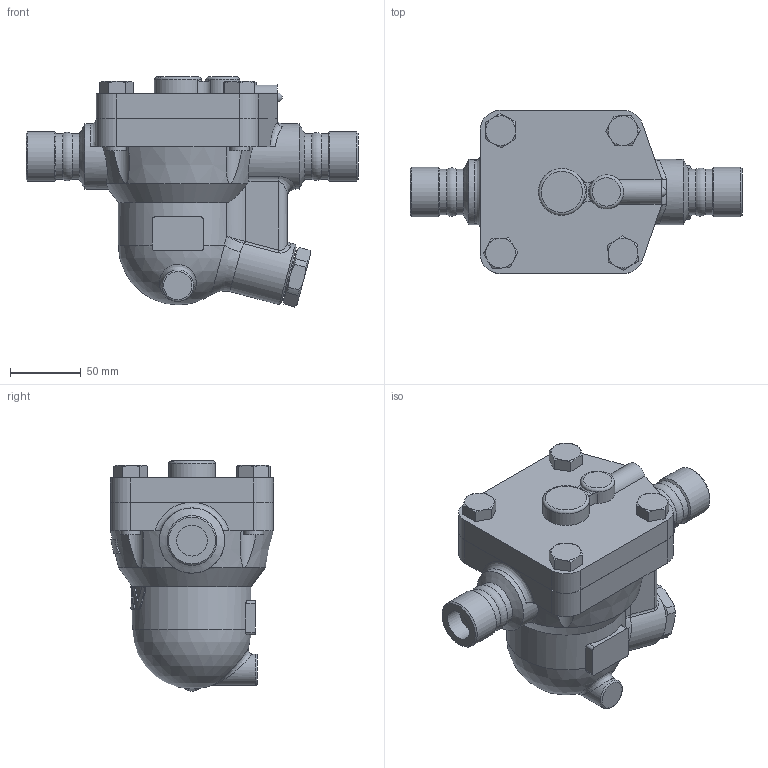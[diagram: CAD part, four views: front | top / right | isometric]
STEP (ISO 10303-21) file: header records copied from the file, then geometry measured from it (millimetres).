
FILE_DESCRIPTION((''),'2;1');
FILE_NAME('j5rlx-015-sw000-00.stp','2010-02-01T10:38:47',('nakaot'),(''),'Autodesk Inventor 2008','Autodesk Inventor 2008','');
FILE_SCHEMA(('AUTOMOTIVE_DESIGN { 1 0 10303 214 1 1 1 1 }'));
Length unit declared in the file: millimetre
Products named in the file (1): j5rlx-015-sw000-00
Bounding box: 234 x 115 x 162.18 mm (x, y, z)
Volume: 1461846.6 mm3; surface area: 120825.5 mm2
Topology: 1 solids, 1 shells, 262 faces, 647 edges, 403 vertices
Faces by surface type: plane 101, cylinder 60, cone 51, bspline 43, torus 5, sphere 2
Full cylindrical faces by diameter (mm): 14 x8, 22 x1, 27 x1, 32 x4, 35 x2, 44 x1, 46 x2, 80 x1
Entity records: 15890 total; most frequent: CARTESIAN_POINT 10298, ORIENTED_EDGE 1184, DIRECTION 1079, EDGE_CURVE 592, AXIS2_PLACEMENT_3D 445, VERTEX_POINT 391, EDGE_LOOP 329, FACE_OUTER_BOUND 262
